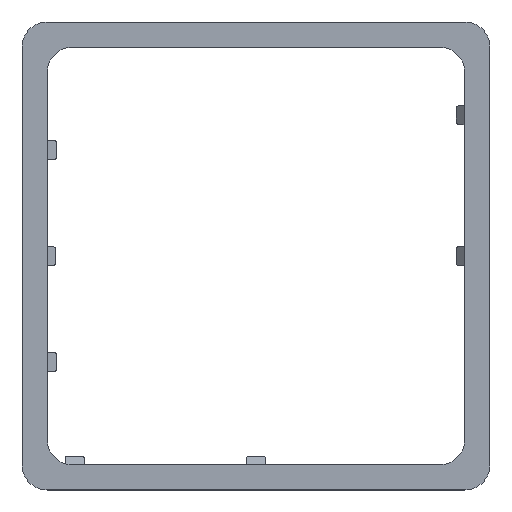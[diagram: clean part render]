
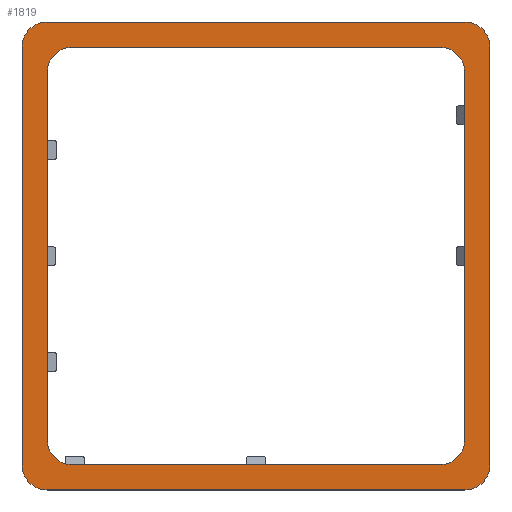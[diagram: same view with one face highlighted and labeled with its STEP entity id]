
A CAD part, top view. The second image highlights one B-rep face of the part: STEP entity #1819.
In plain terms, the highlighted planar face has unit normal (0, 0, 1).
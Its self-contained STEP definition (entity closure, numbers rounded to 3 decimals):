
#52=FACE_BOUND('',#335,.T.);
#119=PLANE('',#2037);
#220=FACE_OUTER_BOUND('',#334,.T.);
#334=EDGE_LOOP('',(#1669,#1670,#1671,#1672,#1673,#1674,#1675,#1676));
#335=EDGE_LOOP('',(#1677,#1678,#1679,#1680,#1681,#1682,#1683,#1684));
#340=LINE('',#2610,#505);
#350=LINE('',#2661,#515);
#357=LINE('',#2680,#522);
#360=LINE('',#2688,#525);
#363=LINE('',#2696,#528);
#365=LINE('',#2702,#530);
#499=LINE('',#3124,#664);
#500=LINE('',#3126,#665);
#505=VECTOR('',#2052,10.);
#515=VECTOR('',#2098,10.);
#522=VECTOR('',#2119,10.);
#525=VECTOR('',#2128,10.);
#528=VECTOR('',#2137,10.);
#530=VECTOR('',#2145,10.);
#664=VECTOR('',#2589,10.);
#665=VECTOR('',#2592,10.);
#666=CIRCLE('',#1844,5.);
#682=CIRCLE('',#1863,5.);
#683=CIRCLE('',#1866,5.);
#684=CIRCLE('',#1868,5.);
#685=CIRCLE('',#1870,5.);
#686=CIRCLE('',#1873,5.);
#687=CIRCLE('',#1876,5.);
#688=CIRCLE('',#1879,5.);
#736=VERTEX_POINT('',#2597);
#737=VERTEX_POINT('',#2598);
#741=VERTEX_POINT('',#2608);
#762=VERTEX_POINT('',#2654);
#763=VERTEX_POINT('',#2655);
#764=VERTEX_POINT('',#2660);
#765=VERTEX_POINT('',#2664);
#766=VERTEX_POINT('',#2668);
#767=VERTEX_POINT('',#2672);
#768=VERTEX_POINT('',#2674);
#769=VERTEX_POINT('',#2678);
#770=VERTEX_POINT('',#2682);
#771=VERTEX_POINT('',#2686);
#772=VERTEX_POINT('',#2690);
#773=VERTEX_POINT('',#2694);
#774=VERTEX_POINT('',#2698);
#908=EDGE_CURVE('',#736,#737,#666,.T.);
#914=EDGE_CURVE('',#736,#741,#340,.T.);
#936=EDGE_CURVE('',#762,#763,#682,.T.);
#939=EDGE_CURVE('',#764,#763,#350,.T.);
#941=EDGE_CURVE('',#764,#765,#683,.T.);
#943=EDGE_CURVE('',#766,#741,#684,.T.);
#946=EDGE_CURVE('',#767,#768,#685,.T.);
#949=EDGE_CURVE('',#767,#769,#357,.T.);
#951=EDGE_CURVE('',#770,#769,#686,.T.);
#953=EDGE_CURVE('',#770,#771,#360,.T.);
#955=EDGE_CURVE('',#772,#771,#687,.T.);
#957=EDGE_CURVE('',#772,#773,#363,.T.);
#959=EDGE_CURVE('',#774,#773,#688,.T.);
#960=EDGE_CURVE('',#774,#768,#365,.T.);
#1165=EDGE_CURVE('',#766,#765,#499,.T.);
#1166=EDGE_CURVE('',#762,#737,#500,.T.);
#1669=ORIENTED_EDGE('',*,*,#908,.F.);
#1670=ORIENTED_EDGE('',*,*,#914,.T.);
#1671=ORIENTED_EDGE('',*,*,#943,.F.);
#1672=ORIENTED_EDGE('',*,*,#1165,.T.);
#1673=ORIENTED_EDGE('',*,*,#941,.F.);
#1674=ORIENTED_EDGE('',*,*,#939,.T.);
#1675=ORIENTED_EDGE('',*,*,#936,.F.);
#1676=ORIENTED_EDGE('',*,*,#1166,.T.);
#1677=ORIENTED_EDGE('',*,*,#953,.T.);
#1678=ORIENTED_EDGE('',*,*,#955,.F.);
#1679=ORIENTED_EDGE('',*,*,#957,.T.);
#1680=ORIENTED_EDGE('',*,*,#959,.F.);
#1681=ORIENTED_EDGE('',*,*,#960,.T.);
#1682=ORIENTED_EDGE('',*,*,#946,.F.);
#1683=ORIENTED_EDGE('',*,*,#949,.T.);
#1684=ORIENTED_EDGE('',*,*,#951,.F.);
#1819=ADVANCED_FACE('',(#220,#52),#119,.T.);
#1844=AXIS2_PLACEMENT_3D('',#2599,#2042,#2043);
#1863=AXIS2_PLACEMENT_3D('',#2656,#2092,#2093);
#1866=AXIS2_PLACEMENT_3D('',#2665,#2102,#2103);
#1868=AXIS2_PLACEMENT_3D('',#2669,#2107,#2108);
#1870=AXIS2_PLACEMENT_3D('',#2675,#2113,#2114);
#1873=AXIS2_PLACEMENT_3D('',#2684,#2123,#2124);
#1876=AXIS2_PLACEMENT_3D('',#2692,#2132,#2133);
#1879=AXIS2_PLACEMENT_3D('',#2700,#2141,#2142);
#2037=AXIS2_PLACEMENT_3D('',#3127,#2593,#2594);
#2042=DIRECTION('center_axis',(0.,0.,-1.));
#2043=DIRECTION('ref_axis',(-0.707,0.707,0.));
#2052=DIRECTION('',(0.,-1.,0.));
#2092=DIRECTION('center_axis',(0.,0.,-1.));
#2093=DIRECTION('ref_axis',(0.707,0.707,0.));
#2098=DIRECTION('',(0.,1.,0.));
#2102=DIRECTION('center_axis',(0.,0.,-1.));
#2103=DIRECTION('ref_axis',(0.707,-0.707,0.));
#2107=DIRECTION('center_axis',(0.,0.,-1.));
#2108=DIRECTION('ref_axis',(-0.707,-0.707,0.));
#2113=DIRECTION('center_axis',(0.,0.,1.));
#2114=DIRECTION('ref_axis',(-0.707,-0.707,0.));
#2119=DIRECTION('',(0.,1.,0.));
#2123=DIRECTION('center_axis',(0.,0.,1.));
#2124=DIRECTION('ref_axis',(-0.707,0.707,0.));
#2128=DIRECTION('',(1.,0.,0.));
#2132=DIRECTION('center_axis',(0.,0.,1.));
#2133=DIRECTION('ref_axis',(0.707,0.707,0.));
#2137=DIRECTION('',(0.,-1.,0.));
#2141=DIRECTION('center_axis',(0.,0.,1.));
#2142=DIRECTION('ref_axis',(0.707,-0.707,0.));
#2145=DIRECTION('',(-1.,0.,0.));
#2589=DIRECTION('',(1.,0.,0.));
#2592=DIRECTION('',(-1.,0.,0.));
#2593=DIRECTION('center_axis',(0.,0.,1.));
#2594=DIRECTION('ref_axis',(1.,0.,0.));
#2597=CARTESIAN_POINT('',(-46.5,41.5,27.));
#2598=CARTESIAN_POINT('',(-41.5,46.5,27.));
#2599=CARTESIAN_POINT('Origin',(-41.5,41.5,27.));
#2608=CARTESIAN_POINT('',(-46.5,-41.5,27.));
#2610=CARTESIAN_POINT('',(-46.5,46.5,27.));
#2654=CARTESIAN_POINT('',(41.5,46.5,27.));
#2655=CARTESIAN_POINT('',(46.5,41.5,27.));
#2656=CARTESIAN_POINT('Origin',(41.5,41.5,27.));
#2660=CARTESIAN_POINT('',(46.5,-41.5,27.));
#2661=CARTESIAN_POINT('',(46.5,-46.5,27.));
#2664=CARTESIAN_POINT('',(41.5,-46.5,27.));
#2665=CARTESIAN_POINT('Origin',(41.5,-41.5,27.));
#2668=CARTESIAN_POINT('',(-41.5,-46.5,27.));
#2669=CARTESIAN_POINT('Origin',(-41.5,-41.5,27.));
#2672=CARTESIAN_POINT('',(-41.5,-36.5,27.));
#2674=CARTESIAN_POINT('',(-36.5,-41.5,27.));
#2675=CARTESIAN_POINT('Origin',(-36.5,-36.5,27.));
#2678=CARTESIAN_POINT('',(-41.5,36.5,27.));
#2680=CARTESIAN_POINT('',(-41.5,-41.5,27.));
#2682=CARTESIAN_POINT('',(-36.5,41.5,27.));
#2684=CARTESIAN_POINT('Origin',(-36.5,36.5,27.));
#2686=CARTESIAN_POINT('',(36.5,41.5,27.));
#2688=CARTESIAN_POINT('',(-41.5,41.5,27.));
#2690=CARTESIAN_POINT('',(41.5,36.5,27.));
#2692=CARTESIAN_POINT('Origin',(36.5,36.5,27.));
#2694=CARTESIAN_POINT('',(41.5,-36.5,27.));
#2696=CARTESIAN_POINT('',(41.5,41.5,27.));
#2698=CARTESIAN_POINT('',(36.5,-41.5,27.));
#2700=CARTESIAN_POINT('Origin',(36.5,-36.5,27.));
#2702=CARTESIAN_POINT('',(41.5,-41.5,27.));
#3124=CARTESIAN_POINT('',(-46.5,-46.5,27.));
#3126=CARTESIAN_POINT('',(46.5,46.5,27.));
#3127=CARTESIAN_POINT('Origin',(0.,0.,27.));
